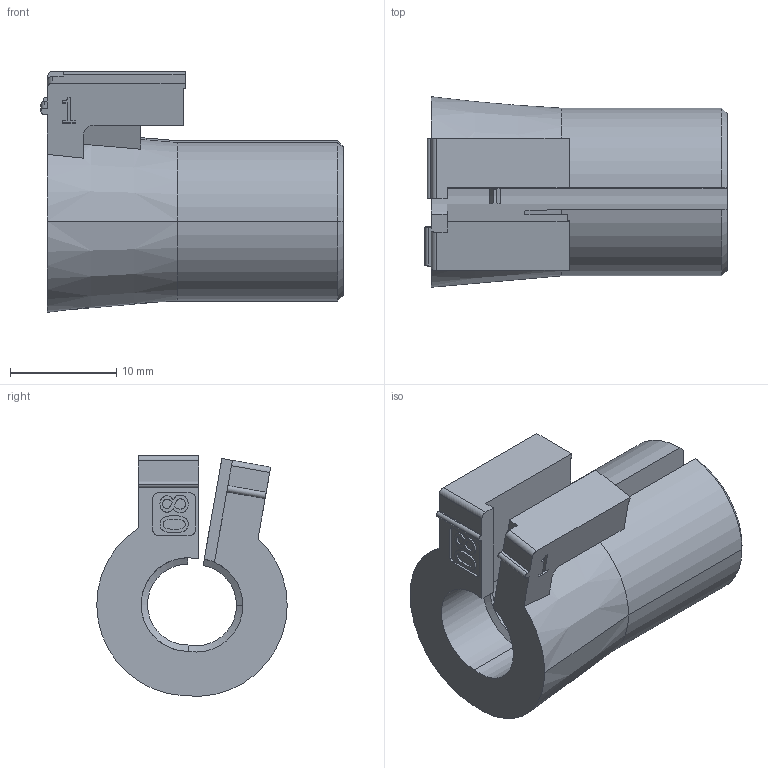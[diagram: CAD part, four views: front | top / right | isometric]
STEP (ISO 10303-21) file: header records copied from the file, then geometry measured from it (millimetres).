
FILE_DESCRIPTION (( 'STEP AP203' ), '1' );
FILE_NAME ('568347.step', '2019-11-21T17:20:45', ( '' ), ( '' ), 'SwSTEP 2.0', 'SolidWorks 2019', '' );
FILE_SCHEMA (( 'CONFIG_CONTROL_DESIGN' ));
Length unit declared in the file: inch
Products named in the file (1): 568347
Bounding box: 28.4 x 17.9 x 22.63 mm (x, y, z)
Volume: 4129.2 mm3; surface area: 3122.1 mm2
Topology: 1 solids, 1 shells, 124 faces, 336 edges, 221 vertices
Faces by surface type: plane 56, bspline 32, cylinder 24, cone 12
Entity records: 4271 total; most frequent: CARTESIAN_POINT 1302, ORIENTED_EDGE 672, DIRECTION 475, EDGE_CURVE 336, VERTEX_POINT 221, LINE 199, VECTOR 199, AXIS2_PLACEMENT_3D 138
